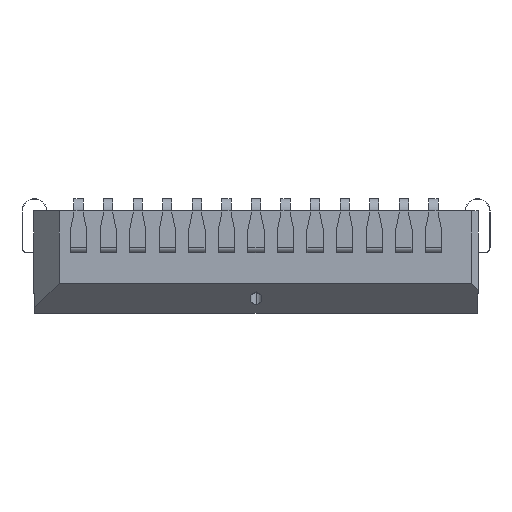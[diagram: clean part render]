
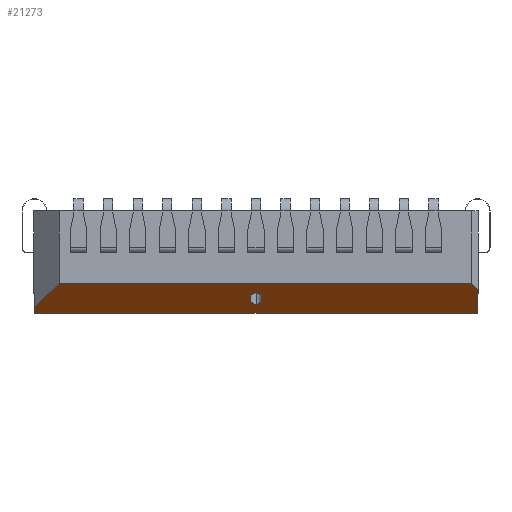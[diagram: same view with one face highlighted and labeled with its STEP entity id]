
A CAD part, front view. The second image highlights one B-rep face of the part: STEP entity #21273.
In plain terms, the highlighted planar face has unit normal (0, -0.707, -0.707).
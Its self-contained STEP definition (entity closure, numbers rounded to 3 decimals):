
#46 = LINE ( 'NONE', #13683, #22930 ) ;
#51 = CARTESIAN_POINT ( 'NONE',  ( 9.55, -9.55, 1.3 ) ) ;
#460 = CARTESIAN_POINT ( 'NONE',  ( -9.194, 0.645, -8.895 ) ) ;
#533 = VERTEX_POINT ( 'NONE', #22854 ) ;
#883 = VERTEX_POINT ( 'NONE', #24864 ) ;
#885 = DIRECTION ( 'NONE',  ( -1., 0., 0. ) ) ;
#1146 =( BOUNDED_CURVE ( )  B_SPLINE_CURVE ( 3, ( #20982, #13637, #9258, #13514 ),
 .UNSPECIFIED., .F., .F. ) 
 B_SPLINE_CURVE_WITH_KNOTS ( ( 4, 4 ),
 ( 0., 3.142 ),
 .UNSPECIFIED. ) 
 CURVE ( )  GEOMETRIC_REPRESENTATION_ITEM ( )  RATIONAL_B_SPLINE_CURVE ( ( 1., 0.333, 0.333, 1. ) ) 
 REPRESENTATION_ITEM ( '' )  );
#1412 = DIRECTION ( 'NONE',  ( 0., 0.707, 0.707 ) ) ;
#1671 = FACE_OUTER_BOUND ( 'NONE', #22921, .T. ) ;
#4057 = LINE ( 'NONE', #12037, #25164 ) ;
#4080 = VECTOR ( 'NONE', #11882, 1000. ) ;
#4290 = EDGE_CURVE ( 'NONE', #883, #23032, #4057, .T. ) ;
#5647 = FACE_BOUND ( 'NONE', #14323, .T. ) ;
#5955 = ORIENTED_EDGE ( 'NONE', *, *, #22189, .F. ) ;
#6159 = EDGE_CURVE ( 'NONE', #22496, #23032, #11691, .T. ) ;
#7196 = PLANE ( 'NONE',  #20486 ) ;
#7345 = VERTEX_POINT ( 'NONE', #17364 ) ;
#7427 = ORIENTED_EDGE ( 'NONE', *, *, #8365, .F. ) ;
#8365 = EDGE_CURVE ( 'NONE', #533, #11619, #22175, .T. ) ;
#8558 = CARTESIAN_POINT ( 'NONE',  ( 9.194, 0.645, -8.895 ) ) ;
#8717 = EDGE_CURVE ( 'NONE', #17373, #22496, #16304, .T. ) ;
#9247 = DIRECTION ( 'NONE',  ( 0., -0.707, 0.707 ) ) ;
#9258 = CARTESIAN_POINT ( 'NONE',  ( -0.5, -8.638, 0.388 ) ) ;
#11107 = ORIENTED_EDGE ( 'NONE', *, *, #4290, .T. ) ;
#11294 = ORIENTED_EDGE ( 'NONE', *, *, #8717, .F. ) ;
#11493 = DIRECTION ( 'NONE',  ( -0.577, -0.577, 0.577 ) ) ;
#11619 = VERTEX_POINT ( 'NONE', #24030 ) ;
#11691 = LINE ( 'NONE', #460, #21138 ) ;
#11882 = DIRECTION ( 'NONE',  ( 1., 0., 0. ) ) ;
#12037 = CARTESIAN_POINT ( 'NONE',  ( -9.683, -8.317, 0.067 ) ) ;
#12468 = ORIENTED_EDGE ( 'NONE', *, *, #20950, .T. ) ;
#12937 = EDGE_CURVE ( 'NONE', #21051, #17373, #14613, .T. ) ;
#13124 = CARTESIAN_POINT ( 'NONE',  ( -9.55, -8.25, 0. ) ) ;
#13514 = CARTESIAN_POINT ( 'NONE',  ( 0., -8.638, 0.388 ) ) ;
#13637 = CARTESIAN_POINT ( 'NONE',  ( -0.5, -9.138, 0.888 ) ) ;
#13683 = CARTESIAN_POINT ( 'NONE',  ( 3.85, -14.95, 6.7 ) ) ;
#13781 = CARTESIAN_POINT ( 'NONE',  ( -9.505, -8.25, 0. ) ) ;
#14323 = EDGE_LOOP ( 'NONE', ( #7427, #24886 ) ) ;
#14419 = CARTESIAN_POINT ( 'NONE',  ( 0., -8.638, 0.388 ) ) ;
#14613 = LINE ( 'NONE', #8558, #16867 ) ;
#15004 = EDGE_CURVE ( 'NONE', #11619, #533, #1146, .T. ) ;
#15431 = ORIENTED_EDGE ( 'NONE', *, *, #6159, .F. ) ;
#16146 = DIRECTION ( 'NONE',  ( -0.025, -0.707, 0.707 ) ) ;
#16304 = LINE ( 'NONE', #18505, #20770 ) ;
#16867 = VECTOR ( 'NONE', #20670, 1000. ) ;
#17364 = CARTESIAN_POINT ( 'NONE',  ( 9.25, -9.55, 1.3 ) ) ;
#17373 = VERTEX_POINT ( 'NONE', #20705 ) ;
#17697 = DIRECTION ( 'NONE',  ( -0.577, 0.577, -0.577 ) ) ;
#18279 = CARTESIAN_POINT ( 'NONE',  ( 0., -9.138, 0.888 ) ) ;
#18505 = CARTESIAN_POINT ( 'NONE',  ( -9.55, -8.25, 0. ) ) ;
#19481 = LINE ( 'NONE', #51, #4080 ) ;
#20341 = CARTESIAN_POINT ( 'NONE',  ( 0.5, -9.138, 0.888 ) ) ;
#20486 = AXIS2_PLACEMENT_3D ( 'NONE', #13124, #1412, #9247 ) ;
#20603 = CARTESIAN_POINT ( 'NONE',  ( 0.5, -8.638, 0.388 ) ) ;
#20670 = DIRECTION ( 'NONE',  ( -0.025, 0.707, -0.707 ) ) ;
#20705 = CARTESIAN_POINT ( 'NONE',  ( 9.505, -8.25, 0. ) ) ;
#20770 = VECTOR ( 'NONE', #885, 1000. ) ;
#20930 = CARTESIAN_POINT ( 'NONE',  ( -9.513, -8.487, 0.237 ) ) ;
#20950 = EDGE_CURVE ( 'NONE', #21051, #7345, #46, .T. ) ;
#20982 = CARTESIAN_POINT ( 'NONE',  ( 0., -9.138, 0.888 ) ) ;
#21051 = VERTEX_POINT ( 'NONE', #23458 ) ;
#21138 = VECTOR ( 'NONE', #16146, 1000. ) ;
#21273 = ADVANCED_FACE ( 'NONE', ( #5647, #1671 ), #7196, .F. ) ;
#22175 =( BOUNDED_CURVE ( )  B_SPLINE_CURVE ( 3, ( #14419, #20603, #20341, #18279 ),
 .UNSPECIFIED., .F., .F. ) 
 B_SPLINE_CURVE_WITH_KNOTS ( ( 4, 4 ),
 ( 3.142, 6.283 ),
 .UNSPECIFIED. ) 
 CURVE ( )  GEOMETRIC_REPRESENTATION_ITEM ( )  RATIONAL_B_SPLINE_CURVE ( ( 1., 0.333, 0.333, 1. ) ) 
 REPRESENTATION_ITEM ( '' )  );
#22189 = EDGE_CURVE ( 'NONE', #883, #7345, #19481, .T. ) ;
#22496 = VERTEX_POINT ( 'NONE', #13781 ) ;
#22854 = CARTESIAN_POINT ( 'NONE',  ( 0., -8.638, 0.388 ) ) ;
#22921 = EDGE_LOOP ( 'NONE', ( #5955, #11107, #15431, #11294, #23824, #12468 ) ) ;
#22930 = VECTOR ( 'NONE', #11493, 1000. ) ;
#23032 = VERTEX_POINT ( 'NONE', #20930 ) ;
#23458 = CARTESIAN_POINT ( 'NONE',  ( 9.54, -9.26, 1.01 ) ) ;
#23824 = ORIENTED_EDGE ( 'NONE', *, *, #12937, .F. ) ;
#24030 = CARTESIAN_POINT ( 'NONE',  ( 0., -9.138, 0.888 ) ) ;
#24864 = CARTESIAN_POINT ( 'NONE',  ( -8.45, -9.55, 1.3 ) ) ;
#24886 = ORIENTED_EDGE ( 'NONE', *, *, #15004, .F. ) ;
#25164 = VECTOR ( 'NONE', #17697, 1000. ) ;
